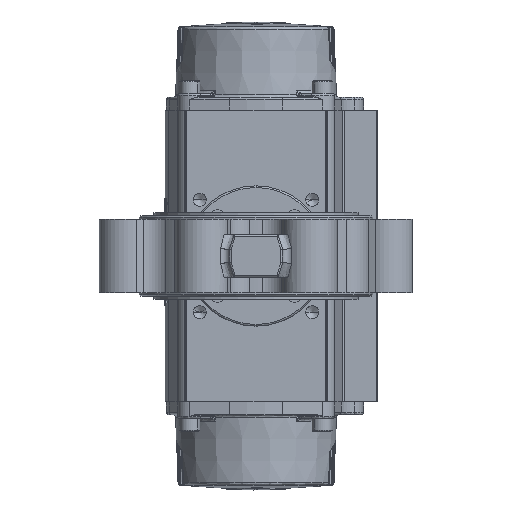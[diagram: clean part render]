
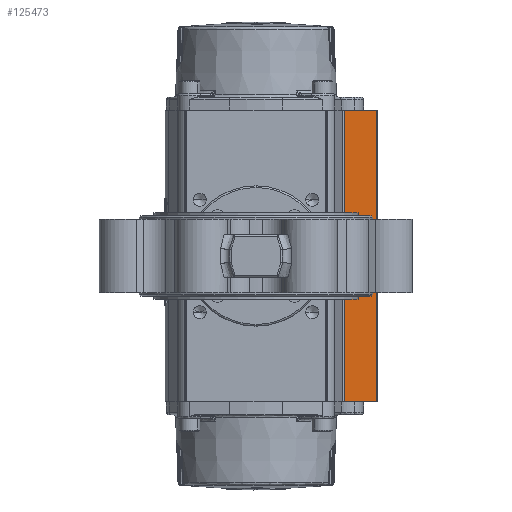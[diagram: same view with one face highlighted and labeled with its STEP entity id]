
A CAD part, front view. The second image highlights one B-rep face of the part: STEP entity #125473.
In plain terms, the highlighted planar face has unit normal (0, -1, 0).
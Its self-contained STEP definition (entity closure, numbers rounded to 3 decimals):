
#4118 = DIRECTION ( 'NONE',  ( 1., 0., 0. ) ) ;
#20447 = CARTESIAN_POINT ( 'NONE',  ( 0.323, -34.5, -77.5 ) ) ;
#24617 = CARTESIAN_POINT ( 'NONE',  ( -93.177, -34.5, -56.714 ) ) ;
#28570 = CARTESIAN_POINT ( 'NONE',  ( 93.823, -34.5, -77.5 ) ) ;
#29486 = VERTEX_POINT ( 'NONE', #24617 ) ;
#30742 = CARTESIAN_POINT ( 'NONE',  ( 0.323, -34.5, 0. ) ) ;
#35997 = VECTOR ( 'NONE', #67080, 1000. ) ;
#39082 = CARTESIAN_POINT ( 'NONE',  ( -93.177, -34.5, -77.5 ) ) ;
#39359 = VECTOR ( 'NONE', #117389, 1000. ) ;
#42119 = LINE ( 'NONE', #20447, #74764 ) ;
#49191 = DIRECTION ( 'NONE',  ( 1., 0., 0. ) ) ;
#54413 = VECTOR ( 'NONE', #101423, 1000. ) ;
#67080 = DIRECTION ( 'NONE',  ( -1., 0., 0. ) ) ;
#67334 = LINE ( 'NONE', #101075, #39359 ) ;
#74764 = VECTOR ( 'NONE', #4118, 1000. ) ;
#78638 = EDGE_LOOP ( 'NONE', ( #79393, #92663, #105045, #180498 ) ) ;
#79393 = ORIENTED_EDGE ( 'NONE', *, *, #178013, .T. ) ;
#83427 = LINE ( 'NONE', #154072, #35997 ) ;
#92663 = ORIENTED_EDGE ( 'NONE', *, *, #166572, .T. ) ;
#101075 = CARTESIAN_POINT ( 'NONE',  ( -93.177, -34.5, -50.668 ) ) ;
#101423 = DIRECTION ( 'NONE',  ( 0., 0., 1. ) ) ;
#105045 = ORIENTED_EDGE ( 'NONE', *, *, #150448, .T. ) ;
#113376 = PLANE ( 'NONE',  #200180 ) ;
#116667 = CARTESIAN_POINT ( 'NONE',  ( 93.823, -34.5, -34.607 ) ) ;
#117389 = DIRECTION ( 'NONE',  ( 0., 0., -1. ) ) ;
#125473 = ADVANCED_FACE ( 'NONE', ( #198265 ), #113376, .T. ) ;
#131095 = CARTESIAN_POINT ( 'NONE',  ( 93.823, -34.5, -56.714 ) ) ;
#138854 = VERTEX_POINT ( 'NONE', #28570 ) ;
#140860 = VERTEX_POINT ( 'NONE', #131095 ) ;
#147072 = VERTEX_POINT ( 'NONE', #39082 ) ;
#150448 = EDGE_CURVE ( 'NONE', #140860, #29486, #83427, .T. ) ;
#154072 = CARTESIAN_POINT ( 'NONE',  ( 0.323, -34.5, -56.714 ) ) ;
#166572 = EDGE_CURVE ( 'NONE', #138854, #140860, #198338, .T. ) ;
#178013 = EDGE_CURVE ( 'NONE', #147072, #138854, #42119, .T. ) ;
#180498 = ORIENTED_EDGE ( 'NONE', *, *, #196910, .T. ) ;
#196910 = EDGE_CURVE ( 'NONE', #29486, #147072, #67334, .T. ) ;
#198265 = FACE_OUTER_BOUND ( 'NONE', #78638, .T. ) ;
#198338 = LINE ( 'NONE', #116667, #54413 ) ;
#200180 = AXIS2_PLACEMENT_3D ( 'NONE', #30742, #213551, #49191 ) ;
#213551 = DIRECTION ( 'NONE',  ( 0., -1., 0. ) ) ;
